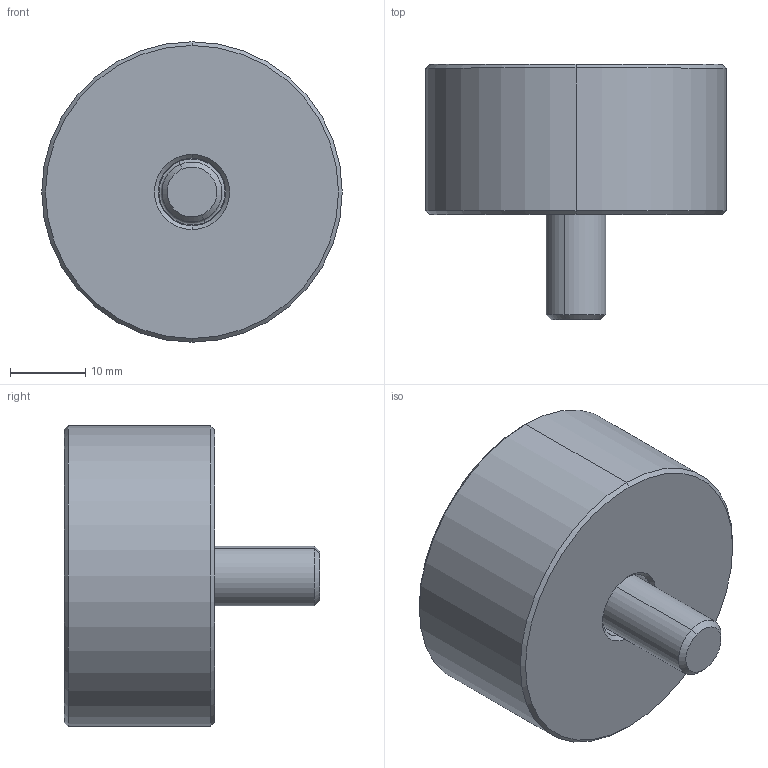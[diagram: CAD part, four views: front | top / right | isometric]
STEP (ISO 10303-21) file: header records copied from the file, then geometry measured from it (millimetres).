
FILE_DESCRIPTION (( 'STEP AP214' ), '1' );
FILE_NAME ('TR204008.STEP', '2016-02-18T15:11:26', ( '' ), ( '' ), 'SwSTEP 2.0', 'SolidWorks 2015', '' );
FILE_SCHEMA (( 'AUTOMOTIVE_DESIGN' ));
Length unit declared in the file: millimetre
Products named in the file (3): 9TR204008; TR204008; 1DIN912825_DIN 912 M8 x 25 --- 25C
Assembly tree (2 placements, depth 2):
  TR204008
    9TR204008
    1DIN912825_DIN 912 M8 x 25 --- 25C
Bounding box: 40 x 34 x 40 mm (x, y, z)
Volume: 25175 mm3; surface area: 6769.2 mm2
Topology: 2 solids, 2 shells, 48 faces, 100 edges, 57 vertices
Faces by surface type: plane 18, cone 16, cylinder 10, torus 4
Entity records: 1386 total; most frequent: DIRECTION 252, CARTESIAN_POINT 208, ORIENTED_EDGE 196, AXIS2_PLACEMENT_3D 101, EDGE_CURVE 98, VERTEX_POINT 57, EDGE_LOOP 53, VECTOR 50
